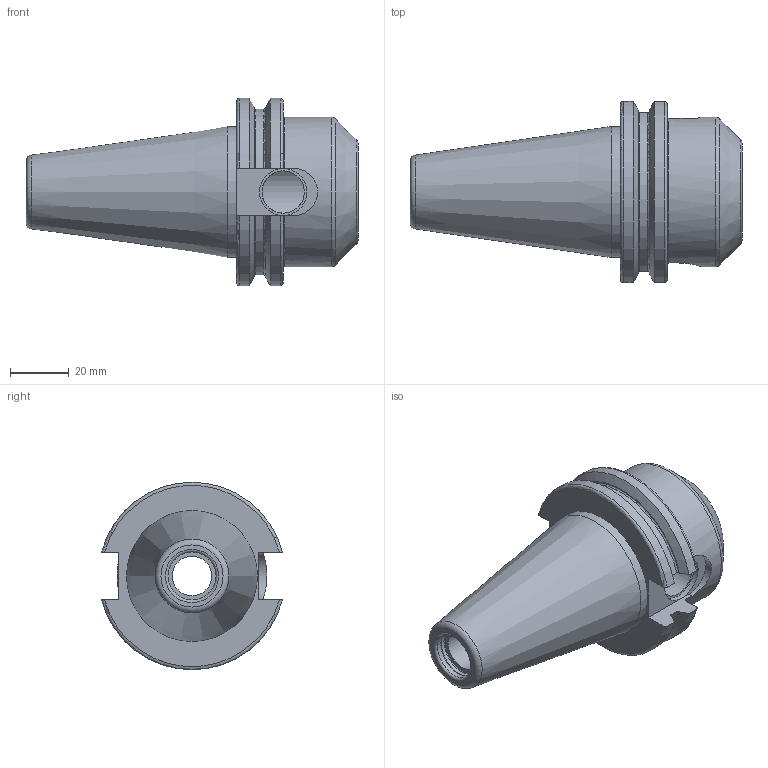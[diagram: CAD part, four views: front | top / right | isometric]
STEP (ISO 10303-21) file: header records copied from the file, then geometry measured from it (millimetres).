
FILE_DESCRIPTION(/* description */ (''),/* implementation_level */ '2;1');
FILE_NAME(/* name */ 'CAT40-EM087-0175.stp',/* time_stamp */ '2019-07-16T11:40:48-05:00',/* author */ ('ldfli'),/* organization */ ('Pioneer N.A.'),/* preprocessor_version */ 'ST-DEVELOPER v18',/* originating_system */ 'Autodesk Inventor LT',/* authorisation */ '');
FILE_SCHEMA (('AUTOMOTIVE_DESIGN { 1 0 10303 214 3 1 1 }'));
Length unit declared in the file: millimetre
Products named in the file (1): CAT40-EM087-0175
Bounding box: 112.7 x 61.47 x 63.55 mm (x, y, z)
Volume: 124029 mm3; surface area: 26738.8 mm2
Topology: 1 solids, 1 shells, 61 faces, 181 edges, 127 vertices
Faces by surface type: plane 20, cylinder 18, torus 16, cone 7
Full cylindrical faces by diameter (mm): 10 x1, 13.386 x1, 14.351 x1, 16 x1, 16.3 x1, 16.8 x1, 22.225 x1, 23.23 x1, 44.45 x1, 50.8 x1
Entity records: 2353 total; most frequent: CARTESIAN_POINT 632, ORIENTED_EDGE 362, DIRECTION 362, EDGE_CURVE 181, AXIS2_PLACEMENT_3D 153, VERTEX_POINT 127, CIRCLE 91, EDGE_LOOP 70
